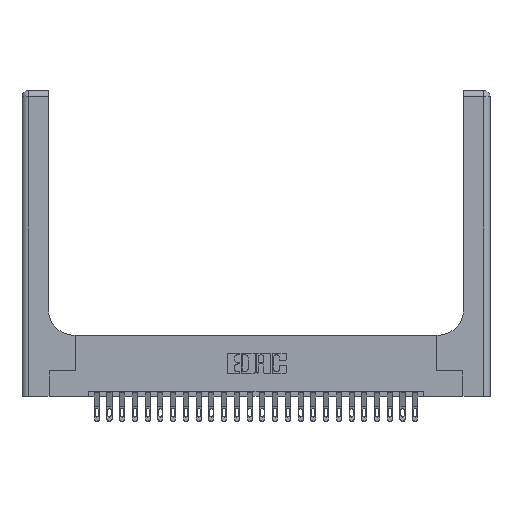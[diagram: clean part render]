
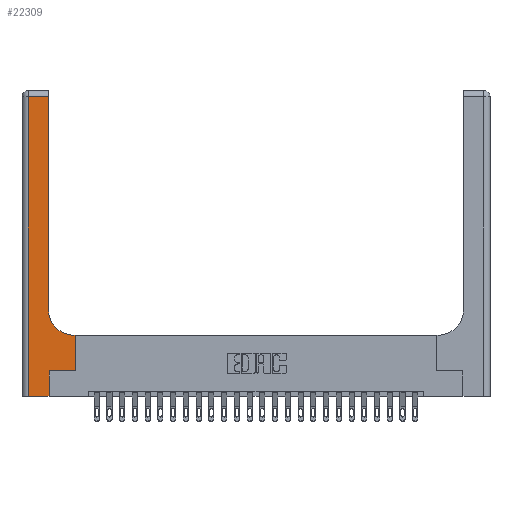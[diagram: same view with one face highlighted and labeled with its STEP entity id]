
A CAD part, top view. The second image highlights one B-rep face of the part: STEP entity #22309.
In plain terms, the highlighted planar face has unit normal (0, 0, 1).
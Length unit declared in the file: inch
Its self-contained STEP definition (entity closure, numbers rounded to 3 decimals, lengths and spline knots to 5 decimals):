
#1280 = CARTESIAN_POINT ( 'NONE',  ( 0.06, 3., 0.37 ) ) ;
#1301 = VECTOR ( 'NONE', #11064, 39.37008 ) ;
#1368 = CARTESIAN_POINT ( 'NONE',  ( 0.51, 0.6, 0.37 ) ) ;
#1407 = CARTESIAN_POINT ( 'NONE',  ( 0., 2.94, 0.37 ) ) ;
#1828 = EDGE_CURVE ( 'NONE', #18404, #4967, #11956, .T. ) ;
#1856 = ORIENTED_EDGE ( 'NONE', *, *, #15333, .T. ) ;
#2680 = ORIENTED_EDGE ( 'NONE', *, *, #1828, .T. ) ;
#2722 = EDGE_CURVE ( 'NONE', #4967, #8379, #23555, .T. ) ;
#3223 = CARTESIAN_POINT ( 'NONE',  ( 0.51, 0.85, 0.37 ) ) ;
#3322 = CARTESIAN_POINT ( 'NONE',  ( 0.265, 0., 0.37 ) ) ;
#3618 = EDGE_LOOP ( 'NONE', ( #1856, #12071, #17816, #7182, #11786, #17010, #13063, #2680, #9475 ) ) ;
#4545 = CARTESIAN_POINT ( 'NONE',  ( 0.528, 0.25, 0.37 ) ) ;
#4967 = VERTEX_POINT ( 'NONE', #1368 ) ;
#5139 = LINE ( 'NONE', #9876, #11329 ) ;
#5155 = DIRECTION ( 'NONE',  ( 1., 0., 0. ) ) ;
#5942 = CARTESIAN_POINT ( 'NONE',  ( 0.26, 2.94, 0.37 ) ) ;
#7182 = ORIENTED_EDGE ( 'NONE', *, *, #10001, .T. ) ;
#7312 = DIRECTION ( 'NONE',  ( -1., 0., 0. ) ) ;
#7432 = VECTOR ( 'NONE', #15718, 39.37008 ) ;
#7629 = AXIS2_PLACEMENT_3D ( 'NONE', #13096, #15000, #14912 ) ;
#8250 = EDGE_CURVE ( 'NONE', #20784, #22414, #12571, .T. ) ;
#8379 = VERTEX_POINT ( 'NONE', #13361 ) ;
#9021 = EDGE_CURVE ( 'NONE', #15196, #18404, #23844, .T. ) ;
#9340 = LINE ( 'NONE', #9988, #19173 ) ;
#9475 = ORIENTED_EDGE ( 'NONE', *, *, #2722, .T. ) ;
#9720 = CARTESIAN_POINT ( 'NONE',  ( 0.265, 0., 0.37 ) ) ;
#9876 = CARTESIAN_POINT ( 'NONE',  ( 0.26, 3., 0.37 ) ) ;
#9988 = CARTESIAN_POINT ( 'NONE',  ( 0.265, 0.25, 0.37 ) ) ;
#10001 = EDGE_CURVE ( 'NONE', #22414, #12312, #20240, .T. ) ;
#10859 = CARTESIAN_POINT ( 'NONE',  ( 0.06, 2.94, 0.37 ) ) ;
#11064 = DIRECTION ( 'NONE',  ( 0., -1., 0. ) ) ;
#11329 = VECTOR ( 'NONE', #20371, 39.37008 ) ;
#11582 = DIRECTION ( 'NONE',  ( 0., 1., 0. ) ) ;
#11698 = CARTESIAN_POINT ( 'NONE',  ( 0., 0., 0.37 ) ) ;
#11786 = ORIENTED_EDGE ( 'NONE', *, *, #21007, .T. ) ;
#11956 = LINE ( 'NONE', #18519, #23320 ) ;
#12071 = ORIENTED_EDGE ( 'NONE', *, *, #22265, .T. ) ;
#12169 = CARTESIAN_POINT ( 'NONE',  ( 0.265, 0.25, 0.37 ) ) ;
#12246 = VERTEX_POINT ( 'NONE', #5942 ) ;
#12312 = VERTEX_POINT ( 'NONE', #9720 ) ;
#12526 = AXIS2_PLACEMENT_3D ( 'NONE', #3223, #24080, #5155 ) ;
#12571 = LINE ( 'NONE', #1280, #1301 ) ;
#13063 = ORIENTED_EDGE ( 'NONE', *, *, #9021, .T. ) ;
#13096 = CARTESIAN_POINT ( 'NONE',  ( 0., 3., 0.37 ) ) ;
#13358 = VECTOR ( 'NONE', #11582, 39.37008 ) ;
#13361 = CARTESIAN_POINT ( 'NONE',  ( 0.26, 0.85, 0.37 ) ) ;
#14352 = VECTOR ( 'NONE', #7312, 39.37008 ) ;
#14912 = DIRECTION ( 'NONE',  ( -1., 0., 0. ) ) ;
#14945 = LINE ( 'NONE', #1407, #14352 ) ;
#15000 = DIRECTION ( 'NONE',  ( 0., 0., -1. ) ) ;
#15196 = VERTEX_POINT ( 'NONE', #4545 ) ;
#15333 = EDGE_CURVE ( 'NONE', #8379, #12246, #5139, .T. ) ;
#15718 = DIRECTION ( 'NONE',  ( 1., 0., 0. ) ) ;
#16528 = VECTOR ( 'NONE', #22688, 39.37008 ) ;
#17010 = ORIENTED_EDGE ( 'NONE', *, *, #21760, .T. ) ;
#17816 = ORIENTED_EDGE ( 'NONE', *, *, #8250, .T. ) ;
#18404 = VERTEX_POINT ( 'NONE', #24337 ) ;
#18519 = CARTESIAN_POINT ( 'NONE',  ( 0.26, 0.6, 0.37 ) ) ;
#19173 = VECTOR ( 'NONE', #21312, 39.37008 ) ;
#20240 = LINE ( 'NONE', #11698, #7432 ) ;
#20371 = DIRECTION ( 'NONE',  ( 0., 1., 0. ) ) ;
#20660 = VERTEX_POINT ( 'NONE', #12169 ) ;
#20784 = VERTEX_POINT ( 'NONE', #10859 ) ;
#21007 = EDGE_CURVE ( 'NONE', #12312, #20660, #24267, .T. ) ;
#21104 = CARTESIAN_POINT ( 'NONE',  ( 0.06, 0., 0.37 ) ) ;
#21191 = CARTESIAN_POINT ( 'NONE',  ( 0.528, 0.25, 0.37 ) ) ;
#21312 = DIRECTION ( 'NONE',  ( 1., 0., 0. ) ) ;
#21760 = EDGE_CURVE ( 'NONE', #20660, #15196, #9340, .T. ) ;
#22265 = EDGE_CURVE ( 'NONE', #12246, #20784, #14945, .T. ) ;
#22309 = ADVANCED_FACE ( 'NONE', ( #24499 ), #22546, .F. ) ;
#22414 = VERTEX_POINT ( 'NONE', #21104 ) ;
#22540 = DIRECTION ( 'NONE',  ( -1., 0., 0. ) ) ;
#22546 = PLANE ( 'NONE',  #7629 ) ;
#22688 = DIRECTION ( 'NONE',  ( 0., 1., 0. ) ) ;
#23320 = VECTOR ( 'NONE', #22540, 39.37008 ) ;
#23555 = CIRCLE ( 'NONE', #12526, 0.25 ) ;
#23844 = LINE ( 'NONE', #21191, #13358 ) ;
#24080 = DIRECTION ( 'NONE',  ( 0., 0., -1. ) ) ;
#24267 = LINE ( 'NONE', #3322, #16528 ) ;
#24337 = CARTESIAN_POINT ( 'NONE',  ( 0.528, 0.6, 0.37 ) ) ;
#24499 = FACE_OUTER_BOUND ( 'NONE', #3618, .T. ) ;
